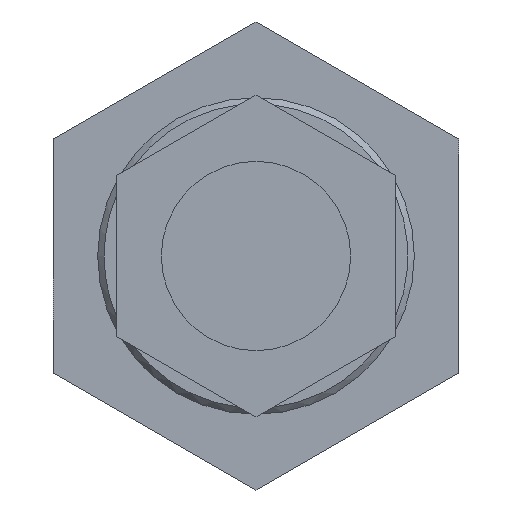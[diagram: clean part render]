
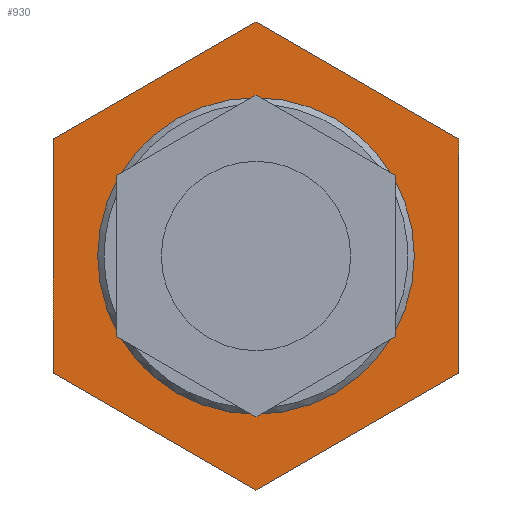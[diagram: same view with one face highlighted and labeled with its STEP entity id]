
A CAD part, left-side view. The second image highlights one B-rep face of the part: STEP entity #930.
In plain terms, the highlighted planar face has unit normal (-1, 0, 0).
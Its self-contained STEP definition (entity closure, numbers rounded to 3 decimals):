
#25=FACE_BOUND('',#131,.T.);
#33=CIRCLE('',#1008,12.5);
#73=FACE_OUTER_BOUND('',#130,.T.);
#130=EDGE_LOOP('',(#618,#619,#620,#621,#622,#623));
#131=EDGE_LOOP('',(#624));
#204=LINE('',#1412,#296);
#205=LINE('',#1414,#297);
#206=LINE('',#1416,#298);
#207=LINE('',#1418,#299);
#208=LINE('',#1420,#300);
#209=LINE('',#1421,#301);
#296=VECTOR('',#1136,10.);
#297=VECTOR('',#1137,10.);
#298=VECTOR('',#1138,10.);
#299=VECTOR('',#1139,10.);
#300=VECTOR('',#1140,10.);
#301=VECTOR('',#1141,10.);
#384=VERTEX_POINT('',#1410);
#385=VERTEX_POINT('',#1411);
#386=VERTEX_POINT('',#1413);
#387=VERTEX_POINT('',#1415);
#388=VERTEX_POINT('',#1417);
#389=VERTEX_POINT('',#1419);
#390=VERTEX_POINT('',#1422);
#472=EDGE_CURVE('',#384,#385,#204,.T.);
#473=EDGE_CURVE('',#386,#384,#205,.T.);
#474=EDGE_CURVE('',#387,#386,#206,.T.);
#475=EDGE_CURVE('',#388,#387,#207,.T.);
#476=EDGE_CURVE('',#389,#388,#208,.T.);
#477=EDGE_CURVE('',#385,#389,#209,.T.);
#478=EDGE_CURVE('',#390,#390,#33,.T.);
#618=ORIENTED_EDGE('',*,*,#472,.F.);
#619=ORIENTED_EDGE('',*,*,#473,.F.);
#620=ORIENTED_EDGE('',*,*,#474,.F.);
#621=ORIENTED_EDGE('',*,*,#475,.F.);
#622=ORIENTED_EDGE('',*,*,#476,.F.);
#623=ORIENTED_EDGE('',*,*,#477,.F.);
#624=ORIENTED_EDGE('',*,*,#478,.F.);
#828=PLANE('',#1007);
#930=ADVANCED_FACE('',(#73,#25),#828,.F.);
#1007=AXIS2_PLACEMENT_3D('',#1409,#1134,#1135);
#1008=AXIS2_PLACEMENT_3D('',#1423,#1142,#1143);
#1134=DIRECTION('center_axis',(1.,0.,0.));
#1135=DIRECTION('ref_axis',(0.,-0.866,-0.5));
#1136=DIRECTION('',(0.,-0.866,-0.5));
#1137=DIRECTION('',(0.,-0.866,0.5));
#1138=DIRECTION('',(0.,0.,1.));
#1139=DIRECTION('',(0.,0.866,0.5));
#1140=DIRECTION('',(0.,0.866,-0.5));
#1141=DIRECTION('',(0.,0.,-1.));
#1142=DIRECTION('center_axis',(-1.,0.,0.));
#1143=DIRECTION('ref_axis',(0.,1.,0.));
#1409=CARTESIAN_POINT('Origin',(25.212,0.,
0.));
#1410=CARTESIAN_POINT('',(25.212,0.,18.475));
#1411=CARTESIAN_POINT('',(25.212,-16.,9.238));
#1412=CARTESIAN_POINT('',(25.212,0.,18.475));
#1413=CARTESIAN_POINT('',(25.212,16.,9.238));
#1414=CARTESIAN_POINT('',(25.212,16.,9.238));
#1415=CARTESIAN_POINT('',(25.212,16.,-9.238));
#1416=CARTESIAN_POINT('',(25.212,16.,-9.238));
#1417=CARTESIAN_POINT('',(25.212,0.,-18.475));
#1418=CARTESIAN_POINT('',(25.212,0.,-18.475));
#1419=CARTESIAN_POINT('',(25.212,-16.,-9.238));
#1420=CARTESIAN_POINT('',(25.212,-16.,-9.238));
#1421=CARTESIAN_POINT('',(25.212,-16.,9.238));
#1422=CARTESIAN_POINT('',(25.212,-12.5,0.));
#1423=CARTESIAN_POINT('Origin',(25.212,0.,0.));
